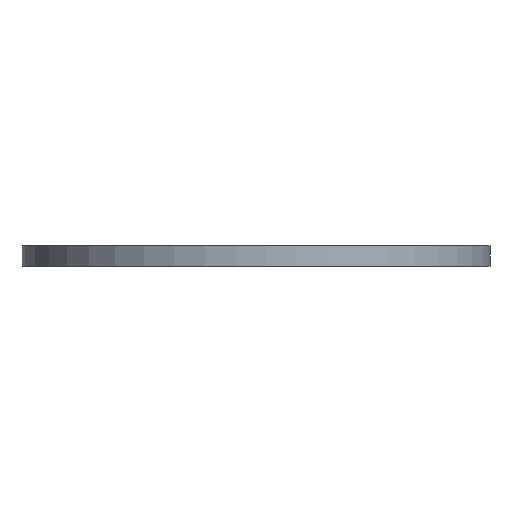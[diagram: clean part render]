
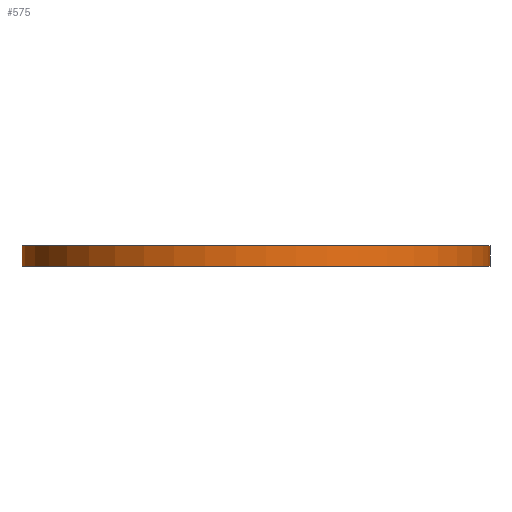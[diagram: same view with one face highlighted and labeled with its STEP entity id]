
A CAD part, front view. The second image highlights one B-rep face of the part: STEP entity #575.
In plain terms, the highlighted free-form (B-spline) face has degree [1, 2] with [2, 9] control points.
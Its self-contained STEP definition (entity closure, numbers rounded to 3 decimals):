
#575 = ADVANCED_FACE('',(#576),#612,.T.);
#576 = FACE_BOUND('',#577,.T.);
#577 = EDGE_LOOP('',(#578,#592,#599,#611));
#578 = ORIENTED_EDGE('',*,*,#579,.F.);
#579 = EDGE_CURVE('',#580,#580,#582,.T.);
#580 = VERTEX_POINT('',#581);
#581 = CARTESIAN_POINT('',(-57.5,0.,5.));
#582 = ( BOUNDED_CURVE() B_SPLINE_CURVE(2,(#583,#584,#585,#586,#587,#588
,#589,#590,#591),.UNSPECIFIED.,.T.,.F.) B_SPLINE_CURVE_WITH_KNOTS((3,2,2
    ,2,3),(-3.142,-1.571,0.,1.571,
3.142),.UNSPECIFIED.) CURVE() GEOMETRIC_REPRESENTATION_ITEM() 
RATIONAL_B_SPLINE_CURVE((1.,0.707,1.,0.707,1.,
0.707,1.,0.707,1.)) REPRESENTATION_ITEM('') );
#583 = CARTESIAN_POINT('',(-57.5,0.,5.));
#584 = CARTESIAN_POINT('',(-57.5,-57.5,5.));
#585 = CARTESIAN_POINT('',(0.,-57.5,5.));
#586 = CARTESIAN_POINT('',(57.5,-57.5,5.));
#587 = CARTESIAN_POINT('',(57.5,0.,5.));
#588 = CARTESIAN_POINT('',(57.5,57.5,5.));
#589 = CARTESIAN_POINT('',(0.,57.5,5.));
#590 = CARTESIAN_POINT('',(-57.5,57.5,5.));
#591 = CARTESIAN_POINT('',(-57.5,0.,5.));
#592 = ORIENTED_EDGE('',*,*,#593,.T.);
#593 = EDGE_CURVE('',#580,#594,#596,.T.);
#594 = VERTEX_POINT('',#595);
#595 = CARTESIAN_POINT('',(-57.5,0.,0.));
#596 = B_SPLINE_CURVE_WITH_KNOTS('',1,(#597,#598),.UNSPECIFIED.,.F.,.F.,
  (2,2),(-0.087,0.),.PIECEWISE_BEZIER_KNOTS.);
#597 = CARTESIAN_POINT('',(-57.5,0.,5.));
#598 = CARTESIAN_POINT('',(-57.5,0.,0.));
#599 = ORIENTED_EDGE('',*,*,#600,.T.);
#600 = EDGE_CURVE('',#594,#594,#601,.T.);
#601 = ( BOUNDED_CURVE() B_SPLINE_CURVE(2,(#602,#603,#604,#605,#606,#607
,#608,#609,#610),.UNSPECIFIED.,.T.,.F.) B_SPLINE_CURVE_WITH_KNOTS((3,2,2
    ,2,3),(-3.142,-1.571,0.,1.571,
3.142),.UNSPECIFIED.) CURVE() GEOMETRIC_REPRESENTATION_ITEM() 
RATIONAL_B_SPLINE_CURVE((1.,0.707,1.,0.707,1.,
0.707,1.,0.707,1.)) REPRESENTATION_ITEM('') );
#602 = CARTESIAN_POINT('',(-57.5,0.,0.));
#603 = CARTESIAN_POINT('',(-57.5,-57.5,0.));
#604 = CARTESIAN_POINT('',(0.,-57.5,0.));
#605 = CARTESIAN_POINT('',(57.5,-57.5,0.));
#606 = CARTESIAN_POINT('',(57.5,0.,0.));
#607 = CARTESIAN_POINT('',(57.5,57.5,0.));
#608 = CARTESIAN_POINT('',(0.,57.5,0.));
#609 = CARTESIAN_POINT('',(-57.5,57.5,0.));
#610 = CARTESIAN_POINT('',(-57.5,0.,0.));
#611 = ORIENTED_EDGE('',*,*,#593,.F.);
#612 = ( BOUNDED_SURFACE() B_SPLINE_SURFACE(1,2,(
    (#613,#614,#615,#616,#617,#618,#619,#620,#621)
    ,(#622,#623,#624,#625,#626,#627,#628,#629,#630
)),.UNSPECIFIED.,.F.,.T.,.F.) B_SPLINE_SURFACE_WITH_KNOTS((2,2),(1,2,2,2
    ,2,2,1),(0.,0.087),(-4.712,-3.142,
    -1.571,0.,1.571,3.142,4.712),
.UNSPECIFIED.) GEOMETRIC_REPRESENTATION_ITEM() RATIONAL_B_SPLINE_SURFACE
((
    (1.,0.707,1.,0.707,1.,0.707,1.
      ,0.707,1.)
    ,(1.,0.707,1.,0.707,1.,0.707,1.
,0.707,1.))) REPRESENTATION_ITEM('') SURFACE() );
#613 = CARTESIAN_POINT('',(-57.5,0.,5.));
#614 = CARTESIAN_POINT('',(-57.5,-57.5,5.));
#615 = CARTESIAN_POINT('',(0.,-57.5,5.));
#616 = CARTESIAN_POINT('',(57.5,-57.5,5.));
#617 = CARTESIAN_POINT('',(57.5,0.,5.));
#618 = CARTESIAN_POINT('',(57.5,57.5,5.));
#619 = CARTESIAN_POINT('',(0.,57.5,5.));
#620 = CARTESIAN_POINT('',(-57.5,57.5,5.));
#621 = CARTESIAN_POINT('',(-57.5,0.,5.));
#622 = CARTESIAN_POINT('',(-57.5,0.,0.));
#623 = CARTESIAN_POINT('',(-57.5,-57.5,0.));
#624 = CARTESIAN_POINT('',(0.,-57.5,0.));
#625 = CARTESIAN_POINT('',(57.5,-57.5,0.));
#626 = CARTESIAN_POINT('',(57.5,0.,0.));
#627 = CARTESIAN_POINT('',(57.5,57.5,0.));
#628 = CARTESIAN_POINT('',(0.,57.5,0.));
#629 = CARTESIAN_POINT('',(-57.5,57.5,0.));
#630 = CARTESIAN_POINT('',(-57.5,0.,0.));
